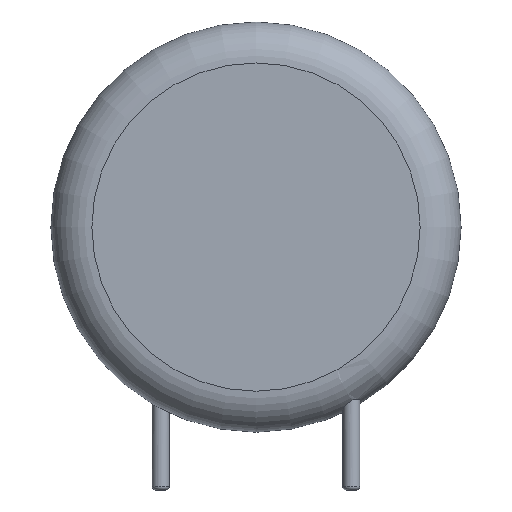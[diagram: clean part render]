
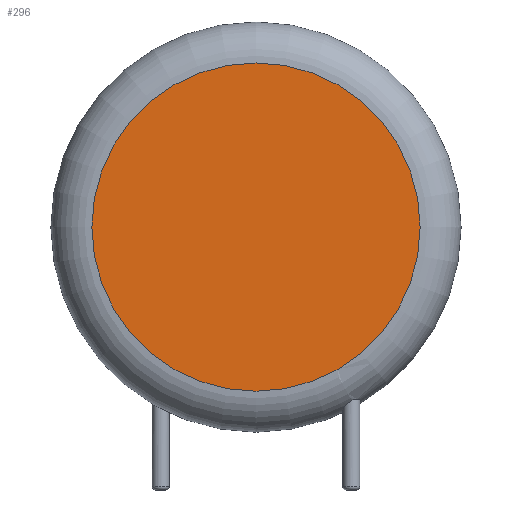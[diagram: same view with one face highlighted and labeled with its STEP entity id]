
A CAD part, front view. The second image highlights one B-rep face of the part: STEP entity #296.
In plain terms, the highlighted planar face has unit normal (0, -1, 0).
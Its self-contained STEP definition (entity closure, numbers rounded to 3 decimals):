
#162 = VERTEX_POINT('',#163);
#163 = CARTESIAN_POINT('',(13.604,-3.,10.78));
#170 = EDGE_CURVE('',#162,#162,#171,.T.);
#171 = CIRCLE('',#172,8.604);
#172 = AXIS2_PLACEMENT_3D('',#173,#174,#175);
#173 = CARTESIAN_POINT('',(5.,-3.,10.78));
#174 = DIRECTION('',(0.,-1.,0.));
#175 = DIRECTION('',(1.,0.,0.));
#296 = ADVANCED_FACE('',(#297),#300,.T.);
#297 = FACE_BOUND('',#298,.T.);
#298 = EDGE_LOOP('',(#299));
#299 = ORIENTED_EDGE('',*,*,#170,.T.);
#300 = PLANE('',#301);
#301 = AXIS2_PLACEMENT_3D('',#302,#303,#304);
#302 = CARTESIAN_POINT('',(5.,-3.,10.78));
#303 = DIRECTION('',(0.,-1.,0.));
#304 = DIRECTION('',(0.,0.,-1.));
